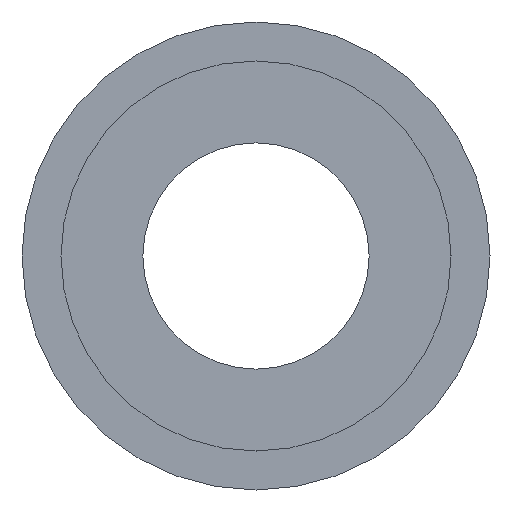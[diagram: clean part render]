
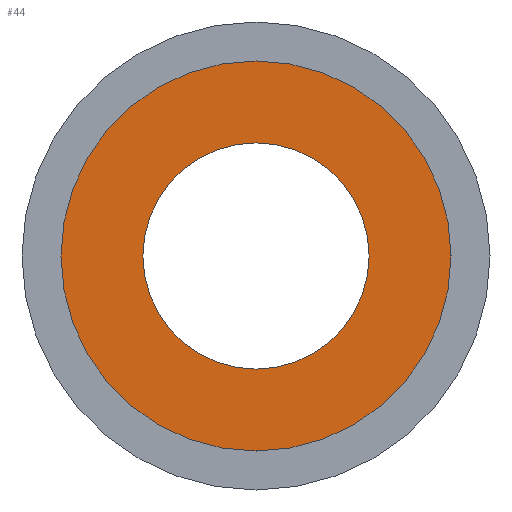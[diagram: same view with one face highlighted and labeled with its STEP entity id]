
A CAD part, front view. The second image highlights one B-rep face of the part: STEP entity #44.
In plain terms, the highlighted planar face has unit normal (0, -1, 0).
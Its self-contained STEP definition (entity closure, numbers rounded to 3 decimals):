
#10 = AXIS2_PLACEMENT_3D ( 'NONE', #150, #11, #98 ) ;
#11 = DIRECTION ( 'NONE',  ( 0., 1., 0. ) ) ;
#28 = DIRECTION ( 'NONE',  ( 0., 1., 0. ) ) ;
#29 = EDGE_CURVE ( 'NONE', #188, #188, #123, .T. ) ;
#39 = EDGE_LOOP ( 'NONE', ( #102 ) ) ;
#44 = ADVANCED_FACE ( 'NONE', ( #96, #137 ), #93, .F. ) ;
#50 = DIRECTION ( 'NONE',  ( 0., -1., 0. ) ) ;
#63 = AXIS2_PLACEMENT_3D ( 'NONE', #109, #50, #112 ) ;
#88 = EDGE_CURVE ( 'NONE', #148, #148, #212, .T. ) ;
#93 = PLANE ( 'NONE',  #10 ) ;
#96 = FACE_BOUND ( 'NONE', #39, .T. ) ;
#97 = DIRECTION ( 'NONE',  ( -1., 0., 0. ) ) ;
#98 = DIRECTION ( 'NONE',  ( -1., 0., 0. ) ) ;
#100 = CARTESIAN_POINT ( 'NONE',  ( 0., 0., -7.25 ) ) ;
#102 = ORIENTED_EDGE ( 'NONE', *, *, #88, .F. ) ;
#108 = CARTESIAN_POINT ( 'NONE',  ( -12.5, 0., 0. ) ) ;
#109 = CARTESIAN_POINT ( 'NONE',  ( 0., 0., 0. ) ) ;
#112 = DIRECTION ( 'NONE',  ( 0., 0., -1. ) ) ;
#123 = CIRCLE ( 'NONE', #194, 12.5 ) ;
#137 = FACE_OUTER_BOUND ( 'NONE', #185, .T. ) ;
#148 = VERTEX_POINT ( 'NONE', #100 ) ;
#150 = CARTESIAN_POINT ( 'NONE',  ( 0., 0., 0. ) ) ;
#178 = CARTESIAN_POINT ( 'NONE',  ( 0., 0., 0. ) ) ;
#184 = ORIENTED_EDGE ( 'NONE', *, *, #29, .F. ) ;
#185 = EDGE_LOOP ( 'NONE', ( #184 ) ) ;
#188 = VERTEX_POINT ( 'NONE', #108 ) ;
#194 = AXIS2_PLACEMENT_3D ( 'NONE', #178, #28, #97 ) ;
#212 = CIRCLE ( 'NONE', #63, 7.25 ) ;
